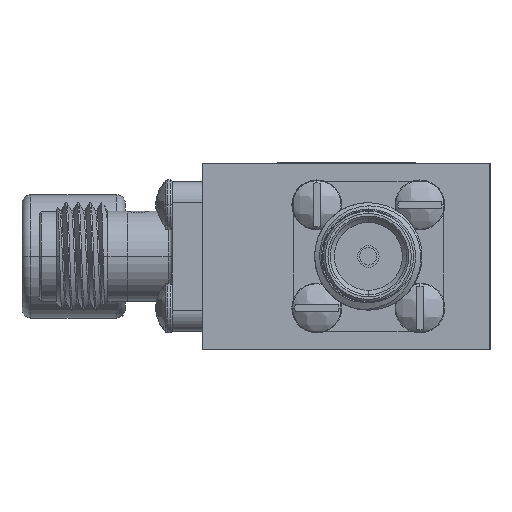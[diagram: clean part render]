
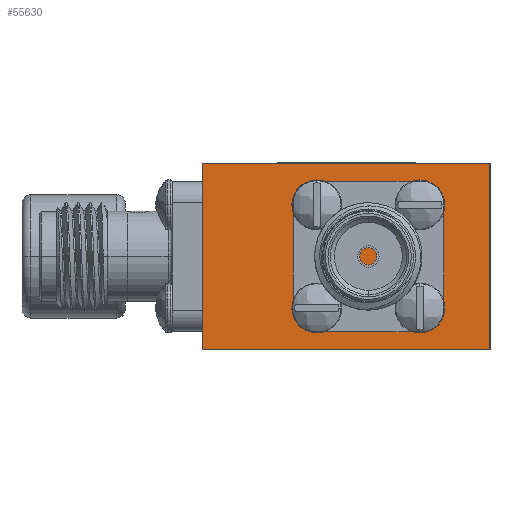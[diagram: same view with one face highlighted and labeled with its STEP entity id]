
A CAD part, left-side view. The second image highlights one B-rep face of the part: STEP entity #55630.
In plain terms, the highlighted planar face has unit normal (-1, 0, 0).
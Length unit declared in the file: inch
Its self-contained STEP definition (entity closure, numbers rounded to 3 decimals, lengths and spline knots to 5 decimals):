
#2225 = FACE_OUTER_BOUND ( 'NONE', #51489, .T. ) ;
#7555 = ORIENTED_EDGE ( 'NONE', *, *, #54414, .T. ) ;
#9191 = DIRECTION ( 'NONE',  ( 0., 0., -1. ) ) ;
#10225 = VECTOR ( 'NONE', #30959, 39.37008 ) ;
#10536 = LINE ( 'NONE', #71469, #31275 ) ;
#15660 = DIRECTION ( 'NONE',  ( 0., -1., 0. ) ) ;
#15807 = PLANE ( 'NONE',  #81726 ) ;
#17480 = DIRECTION ( 'NONE',  ( 0., -1., 0. ) ) ;
#17710 = CARTESIAN_POINT ( 'NONE',  ( -1.673, -0.3345, 0.2165 ) ) ;
#19094 = LINE ( 'NONE', #17710, #10225 ) ;
#21016 = EDGE_CURVE ( 'NONE', #70233, #63025, #10536, .T. ) ;
#22139 = CARTESIAN_POINT ( 'NONE',  ( -1.673, -0.3345, 0.2165 ) ) ;
#24197 = VERTEX_POINT ( 'NONE', #41585 ) ;
#25112 = EDGE_CURVE ( 'NONE', #24197, #64447, #19094, .T. ) ;
#27424 = DIRECTION ( 'NONE',  ( 0., 0., -1. ) ) ;
#27922 = CARTESIAN_POINT ( 'NONE',  ( -1.673, -0.3345, -0.2165 ) ) ;
#28503 = DIRECTION ( 'NONE',  ( 1., 0., 0. ) ) ;
#30959 = DIRECTION ( 'NONE',  ( 0., 0., -1. ) ) ;
#31275 = VECTOR ( 'NONE', #9191, 39.37008 ) ;
#41585 = CARTESIAN_POINT ( 'NONE',  ( -1.673, -0.3345, 0.2165 ) ) ;
#42711 = LINE ( 'NONE', #75059, #81217 ) ;
#47466 = ORIENTED_EDGE ( 'NONE', *, *, #25112, .F. ) ;
#51489 = EDGE_LOOP ( 'NONE', ( #7555, #47466, #79590, #69611 ) ) ;
#52461 = CARTESIAN_POINT ( 'NONE',  ( -1.673, 0.3345, 0.2165 ) ) ;
#54414 = EDGE_CURVE ( 'NONE', #63025, #64447, #42711, .T. ) ;
#55630 = ADVANCED_FACE ( 'NONE', ( #2225 ), #15807, .F. ) ;
#59699 = CARTESIAN_POINT ( 'NONE',  ( -1.673, -0.3345, 0.2165 ) ) ;
#63025 = VERTEX_POINT ( 'NONE', #70628 ) ;
#63622 = LINE ( 'NONE', #59699, #73465 ) ;
#64447 = VERTEX_POINT ( 'NONE', #27922 ) ;
#69611 = ORIENTED_EDGE ( 'NONE', *, *, #21016, .T. ) ;
#69698 = EDGE_CURVE ( 'NONE', #70233, #24197, #63622, .T. ) ;
#70233 = VERTEX_POINT ( 'NONE', #52461 ) ;
#70628 = CARTESIAN_POINT ( 'NONE',  ( -1.673, 0.3345, -0.2165 ) ) ;
#71469 = CARTESIAN_POINT ( 'NONE',  ( -1.673, 0.3345, 0.2165 ) ) ;
#73465 = VECTOR ( 'NONE', #15660, 39.37008 ) ;
#75059 = CARTESIAN_POINT ( 'NONE',  ( -1.673, -0.3345, -0.2165 ) ) ;
#79590 = ORIENTED_EDGE ( 'NONE', *, *, #69698, .F. ) ;
#81217 = VECTOR ( 'NONE', #17480, 39.37008 ) ;
#81726 = AXIS2_PLACEMENT_3D ( 'NONE', #22139, #28503, #27424 ) ;
